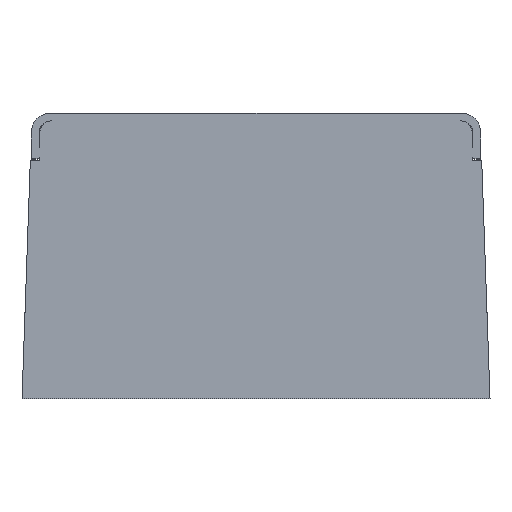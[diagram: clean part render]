
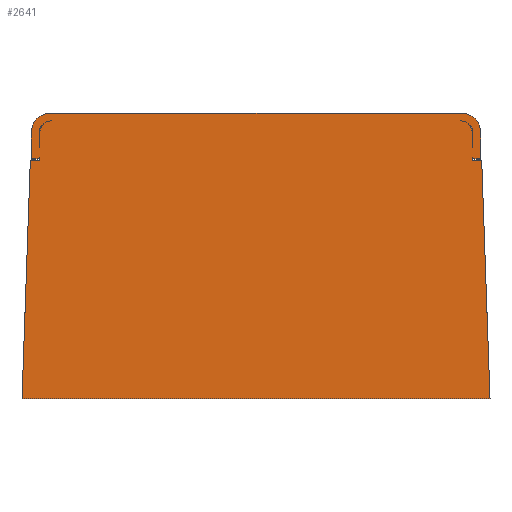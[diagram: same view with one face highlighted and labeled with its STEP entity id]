
A CAD part, top view. The second image highlights one B-rep face of the part: STEP entity #2641.
In plain terms, the highlighted planar face has unit normal (0, 0, 1).
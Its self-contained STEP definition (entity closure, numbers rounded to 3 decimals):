
#234=CARTESIAN_POINT('',(-51.7,33.998,30.));
#236=CARTESIAN_POINT('',(-55.2,26.,30.));
#237=DIRECTION('',(0.,0.,-1.));
#238=DIRECTION('',(0.467,-0.884,0.));
#239=AXIS2_PLACEMENT_3D('',#236,#237,#238);
#241=CARTESIAN_POINT('',(-51.7,31.,30.));
#242=DIRECTION('',(0.,0.,-1.));
#243=DIRECTION('',(-1.,0.,0.));
#244=AXIS2_PLACEMENT_3D('',#241,#242,#243);
#246=CARTESIAN_POINT('',(51.7,31.,30.));
#247=DIRECTION('',(0.,0.,-1.));
#248=DIRECTION('',(0.,1.,0.));
#249=AXIS2_PLACEMENT_3D('',#246,#247,#248);
#251=CARTESIAN_POINT('',(55.2,26.,30.));
#252=DIRECTION('',(0.,0.,-1.));
#253=DIRECTION('',(0.,-1.,0.));
#254=AXIS2_PLACEMENT_3D('',#251,#252,#253);
#256=DIRECTION('',(0.035,-0.999,0.));
#257=VECTOR('',#256,60.037);
#258=CARTESIAN_POINT('',(56.905,24.,30.));
#259=LINE('',#258,#257);
#260=DIRECTION('',(0.035,0.999,0.));
#261=VECTOR('',#260,60.037);
#262=CARTESIAN_POINT('',(-59.,-36.,30.));
#263=LINE('',#262,#261);
#264=CARTESIAN_POINT('',(51.5,31.,30.));
#265=DIRECTION('',(0.,0.,-1.));
#266=DIRECTION('',(0.066,0.998,0.));
#267=AXIS2_PLACEMENT_3D('',#264,#265,#266);
#269=CARTESIAN_POINT('',(53.7,28.,30.));
#270=DIRECTION('',(0.,0.,1.));
#271=DIRECTION('',(0.8,-0.6,0.));
#272=AXIS2_PLACEMENT_3D('',#269,#270,#271);
#274=CARTESIAN_POINT('',(51.7,31.,30.));
#275=DIRECTION('',(0.,0.,1.));
#276=DIRECTION('',(1.,0.,0.));
#277=AXIS2_PLACEMENT_3D('',#274,#275,#276);
#279=CARTESIAN_POINT('',(-51.7,31.,30.));
#280=DIRECTION('',(0.,0.,1.));
#281=DIRECTION('',(0.,1.,0.));
#282=AXIS2_PLACEMENT_3D('',#279,#280,#281);
#284=CARTESIAN_POINT('',(-53.7,28.,30.));
#285=DIRECTION('',(0.,0.,1.));
#286=DIRECTION('',(-1.,0.,0.));
#287=AXIS2_PLACEMENT_3D('',#284,#285,#286);
#289=CARTESIAN_POINT('',(-51.5,31.,30.));
#290=DIRECTION('',(0.,0.,-1.));
#291=DIRECTION('',(-1.,0.,0.));
#292=AXIS2_PLACEMENT_3D('',#289,#290,#291);
#294=DIRECTION('',(0.,-1.,0.));
#295=VECTOR('',#294,0.673);
#296=CARTESIAN_POINT('',(-54.5,24.673,30.));
#297=LINE('',#296,#295);
#478=DIRECTION('',(1.,0.,0.));
#479=VECTOR('',#478,118.);
#480=CARTESIAN_POINT('',(-59.,-36.,30.));
#481=LINE('',#480,#479);
#662=DIRECTION('',(-1.,0.,0.));
#663=VECTOR('',#662,2.405);
#664=CARTESIAN_POINT('',(56.905,24.,30.));
#665=LINE('',#664,#663);
#678=DIRECTION('',(0.,1.,0.));
#679=VECTOR('',#678,0.673);
#680=CARTESIAN_POINT('',(54.5,24.,30.));
#681=LINE('',#680,#679);
#1659=DIRECTION('',(-1.,0.,0.));
#1660=VECTOR('',#1659,2.405);
#1661=CARTESIAN_POINT('',(-54.5,24.,30.));
#1662=LINE('',#1661,#1660);
#1671=DIRECTION('',(1.,0.,0.));
#1672=VECTOR('',#1671,1.5);
#1673=CARTESIAN_POINT('',(-56.7,24.5,30.));
#1674=LINE('',#1673,#1672);
#1683=DIRECTION('',(0.,-1.,0.));
#1684=VECTOR('',#1683,6.5);
#1685=CARTESIAN_POINT('',(-56.7,31.,30.));
#1686=LINE('',#1685,#1684);
#1699=DIRECTION('',(-1.,0.,0.));
#1700=VECTOR('',#1699,103.4);
#1701=CARTESIAN_POINT('',(51.7,36.,30.));
#1702=LINE('',#1701,#1700);
#1715=DIRECTION('',(0.,1.,0.));
#1716=VECTOR('',#1715,6.5);
#1717=CARTESIAN_POINT('',(56.7,24.5,30.));
#1718=LINE('',#1717,#1716);
#1731=DIRECTION('',(1.,0.,0.));
#1732=VECTOR('',#1731,1.5);
#1733=CARTESIAN_POINT('',(55.2,24.5,30.));
#1734=LINE('',#1733,#1732);
#1782=DIRECTION('',(0.,-1.,0.));
#1783=VECTOR('',#1782,3.6);
#1784=CARTESIAN_POINT('',(-54.5,31.,30.));
#1785=LINE('',#1784,#1783);
#1794=DIRECTION('',(0.,1.,0.));
#1795=VECTOR('',#1794,3.);
#1796=CARTESIAN_POINT('',(-54.7,28.,30.));
#1797=LINE('',#1796,#1795);
#1817=DIRECTION('',(0.,1.,0.));
#1818=VECTOR('',#1817,3.6);
#1819=CARTESIAN_POINT('',(54.5,27.4,30.));
#1820=LINE('',#1819,#1818);
#1868=DIRECTION('',(0.,-1.,0.));
#1869=VECTOR('',#1868,3.);
#1870=CARTESIAN_POINT('',(54.7,31.,30.));
#1871=LINE('',#1870,#1869);
#1932=CARTESIAN_POINT('',(54.5,24.673,30.));
#1934=VERTEX_POINT('',#1932);
#1936=CARTESIAN_POINT('',(55.2,24.5,30.));
#1937=VERTEX_POINT('',#1936);
#2036=VERTEX_POINT('',#234);
#2037=CARTESIAN_POINT('',(-54.5,31.,30.));
#2038=VERTEX_POINT('',#2037);
#2039=CARTESIAN_POINT('',(-54.5,24.673,30.));
#2040=CARTESIAN_POINT('',(-54.5,24.,30.));
#2041=VERTEX_POINT('',#2039);
#2042=VERTEX_POINT('',#2040);
#2043=CARTESIAN_POINT('',(-55.2,24.5,30.));
#2044=VERTEX_POINT('',#2043);
#2045=CARTESIAN_POINT('',(-56.7,24.5,30.));
#2046=VERTEX_POINT('',#2045);
#2047=CARTESIAN_POINT('',(-56.7,31.,30.));
#2048=VERTEX_POINT('',#2047);
#2049=CARTESIAN_POINT('',(-51.7,36.,30.));
#2050=VERTEX_POINT('',#2049);
#2051=CARTESIAN_POINT('',(51.7,36.,30.));
#2052=VERTEX_POINT('',#2051);
#2053=CARTESIAN_POINT('',(56.7,31.,30.));
#2054=VERTEX_POINT('',#2053);
#2055=CARTESIAN_POINT('',(56.7,24.5,30.));
#2056=VERTEX_POINT('',#2055);
#2057=CARTESIAN_POINT('',(54.5,24.,30.));
#2058=VERTEX_POINT('',#2057);
#2059=CARTESIAN_POINT('',(56.905,24.,30.));
#2060=VERTEX_POINT('',#2059);
#2061=CARTESIAN_POINT('',(59.,-36.,30.));
#2062=VERTEX_POINT('',#2061);
#2063=CARTESIAN_POINT('',(-59.,-36.,30.));
#2064=VERTEX_POINT('',#2063);
#2065=CARTESIAN_POINT('',(-56.905,24.,30.));
#2066=VERTEX_POINT('',#2065);
#2067=CARTESIAN_POINT('',(51.699,33.993,30.));
#2068=CARTESIAN_POINT('',(54.5,31.,30.));
#2069=VERTEX_POINT('',#2067);
#2070=VERTEX_POINT('',#2068);
#2071=CARTESIAN_POINT('',(54.5,27.4,30.));
#2072=VERTEX_POINT('',#2071);
#2073=CARTESIAN_POINT('',(54.7,28.,30.));
#2074=VERTEX_POINT('',#2073);
#2075=CARTESIAN_POINT('',(54.7,31.,30.));
#2076=VERTEX_POINT('',#2075);
#2077=CARTESIAN_POINT('',(-54.7,31.,30.));
#2078=VERTEX_POINT('',#2077);
#2079=CARTESIAN_POINT('',(-54.7,28.,30.));
#2080=VERTEX_POINT('',#2079);
#2081=CARTESIAN_POINT('',(-54.5,27.4,30.));
#2082=VERTEX_POINT('',#2081);
#2580=CARTESIAN_POINT('',(0.,0.,30.));
#2581=DIRECTION('',(0.,0.,1.));
#2582=DIRECTION('',(1.,0.,0.));
#2583=AXIS2_PLACEMENT_3D('',#2580,#2581,#2582);
#2584=PLANE('',#2583);
#2586=ORIENTED_EDGE('',*,*,#2585,.F.);
#2588=ORIENTED_EDGE('',*,*,#2587,.T.);
#2590=ORIENTED_EDGE('',*,*,#2589,.F.);
#2592=ORIENTED_EDGE('',*,*,#2591,.F.);
#2594=ORIENTED_EDGE('',*,*,#2593,.T.);
#2596=ORIENTED_EDGE('',*,*,#2595,.F.);
#2598=ORIENTED_EDGE('',*,*,#2597,.T.);
#2600=ORIENTED_EDGE('',*,*,#2599,.F.);
#2602=ORIENTED_EDGE('',*,*,#2601,.F.);
#2603=ORIENTED_EDGE('',*,*,#2412,.T.);
#2605=ORIENTED_EDGE('',*,*,#2604,.F.);
#2607=ORIENTED_EDGE('',*,*,#2606,.F.);
#2609=ORIENTED_EDGE('',*,*,#2608,.T.);
#2611=ORIENTED_EDGE('',*,*,#2610,.F.);
#2613=ORIENTED_EDGE('',*,*,#2612,.T.);
#2615=ORIENTED_EDGE('',*,*,#2614,.F.);
#2616=EDGE_LOOP('',(#2586,#2588,#2590,#2592,#2594,#2596,#2598,#2600,#2602,#2603,
#2605,#2607,#2609,#2611,#2613,#2615));
#2617=FACE_OUTER_BOUND('',#2616,.F.);
#2619=ORIENTED_EDGE('',*,*,#2618,.T.);
#2621=ORIENTED_EDGE('',*,*,#2620,.F.);
#2623=ORIENTED_EDGE('',*,*,#2622,.T.);
#2625=ORIENTED_EDGE('',*,*,#2624,.F.);
#2627=ORIENTED_EDGE('',*,*,#2626,.T.);
#2628=EDGE_LOOP('',(#2619,#2621,#2623,#2625,#2627));
#2629=FACE_BOUND('',#2628,.F.);
#2631=ORIENTED_EDGE('',*,*,#2630,.T.);
#2633=ORIENTED_EDGE('',*,*,#2632,.F.);
#2635=ORIENTED_EDGE('',*,*,#2634,.T.);
#2637=ORIENTED_EDGE('',*,*,#2636,.F.);
#2638=ORIENTED_EDGE('',*,*,#2572,.T.);
#2639=EDGE_LOOP('',(#2631,#2633,#2635,#2637,#2638));
#2640=FACE_BOUND('',#2639,.F.);
#240=CIRCLE('',#239,1.5);
#245=CIRCLE('',#244,5.);
#250=CIRCLE('',#249,5.);
#255=CIRCLE('',#254,1.5);
#268=CIRCLE('',#267,3.);
#273=CIRCLE('',#272,1.);
#278=CIRCLE('',#277,3.);
#283=CIRCLE('',#282,3.);
#288=CIRCLE('',#287,1.);
#293=CIRCLE('',#292,3.);
#2412=EDGE_CURVE('',#1937,#1934,#255,.T.);
#2572=EDGE_CURVE('',#2038,#2036,#293,.T.);
#2585=EDGE_CURVE('',#2041,#2042,#297,.T.);
#2587=EDGE_CURVE('',#2041,#2044,#240,.T.);
#2589=EDGE_CURVE('',#2046,#2044,#1674,.T.);
#2591=EDGE_CURVE('',#2048,#2046,#1686,.T.);
#2593=EDGE_CURVE('',#2048,#2050,#245,.T.);
#2595=EDGE_CURVE('',#2052,#2050,#1702,.T.);
#2597=EDGE_CURVE('',#2052,#2054,#250,.T.);
#2599=EDGE_CURVE('',#2056,#2054,#1718,.T.);
#2601=EDGE_CURVE('',#1937,#2056,#1734,.T.);
#2604=EDGE_CURVE('',#2058,#1934,#681,.T.);
#2606=EDGE_CURVE('',#2060,#2058,#665,.T.);
#2608=EDGE_CURVE('',#2060,#2062,#259,.T.);
#2610=EDGE_CURVE('',#2064,#2062,#481,.T.);
#2612=EDGE_CURVE('',#2064,#2066,#263,.T.);
#2614=EDGE_CURVE('',#2042,#2066,#1662,.T.);
#2618=EDGE_CURVE('',#2069,#2070,#268,.T.);
#2620=EDGE_CURVE('',#2072,#2070,#1820,.T.);
#2622=EDGE_CURVE('',#2072,#2074,#273,.T.);
#2624=EDGE_CURVE('',#2076,#2074,#1871,.T.);
#2626=EDGE_CURVE('',#2076,#2069,#278,.T.);
#2630=EDGE_CURVE('',#2036,#2078,#283,.T.);
#2632=EDGE_CURVE('',#2080,#2078,#1797,.T.);
#2634=EDGE_CURVE('',#2080,#2082,#288,.T.);
#2636=EDGE_CURVE('',#2038,#2082,#1785,.T.);
#2641=ADVANCED_FACE('',(#2617,#2629,#2640),#2584,.T.);
